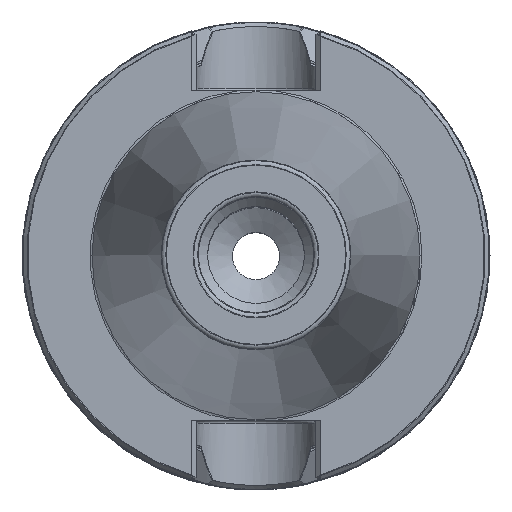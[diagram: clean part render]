
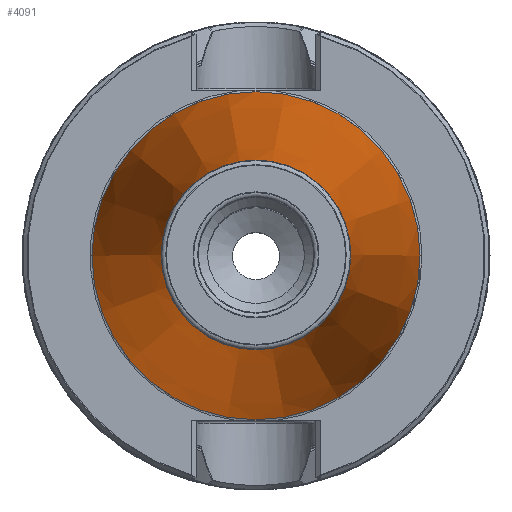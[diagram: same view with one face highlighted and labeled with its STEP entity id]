
A CAD part, top view. The second image highlights one B-rep face of the part: STEP entity #4091.
In plain terms, the highlighted conical face has half-angle 8.297 degrees and reference radius 35.075 mm.
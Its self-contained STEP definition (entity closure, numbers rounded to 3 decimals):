
#466=CONICAL_SURFACE('',#4413,35.075,0.145);
#915=ORIENTED_EDGE('',*,*,#1409,.T.);
#916=ORIENTED_EDGE('',*,*,#1410,.T.);
#1409=EDGE_CURVE('',#1717,#1717,#1923,.F.);
#1410=EDGE_CURVE('',#1718,#1718,#1924,.T.);
#1717=VERTEX_POINT('',#6090);
#1718=VERTEX_POINT('',#6093);
#1923=CIRCLE('',#4412,20.325);
#1924=CIRCLE('',#4414,35.162);
#2185=EDGE_LOOP('',(#915));
#2186=EDGE_LOOP('',(#916));
#2477=FACE_BOUND('',#2185,.T.);
#2478=FACE_BOUND('',#2186,.T.);
#4091=ADVANCED_FACE('',(#2477,#2478),#466,.T.);
#4412=AXIS2_PLACEMENT_3D('',#6089,#5080,#5081);
#4413=AXIS2_PLACEMENT_3D('',#6091,#5082,#5083);
#4414=AXIS2_PLACEMENT_3D('',#6092,#5084,#5085);
#5080=DIRECTION('',(0.,0.,1.));
#5081=DIRECTION('',(1.,0.,0.));
#5082=DIRECTION('',(0.,0.,-1.));
#5083=DIRECTION('',(-1.,0.,0.));
#5084=DIRECTION('',(0.,0.,1.));
#5085=DIRECTION('',(1.,0.,0.));
#6089=CARTESIAN_POINT('',(0.,0.,101.144));
#6090=CARTESIAN_POINT('',(20.325,0.,101.144));
#6091=CARTESIAN_POINT('',(0.,0.,0.));
#6092=CARTESIAN_POINT('',(0.,0.,-0.6));
#6093=CARTESIAN_POINT('',(35.162,0.,-0.6));
